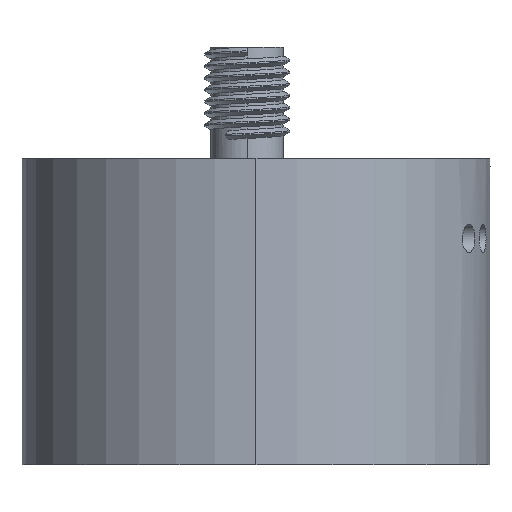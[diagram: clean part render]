
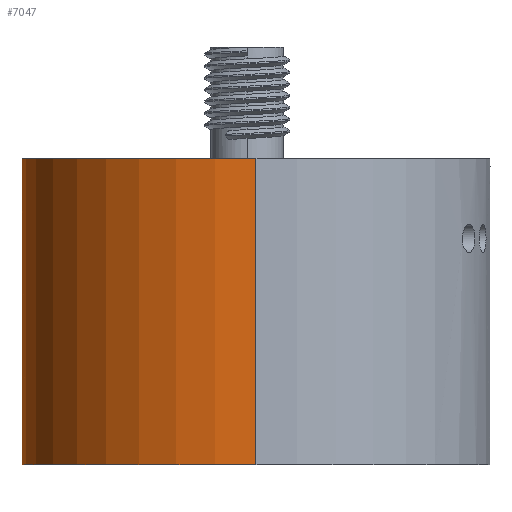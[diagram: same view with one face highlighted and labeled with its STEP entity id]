
A CAD part, left-side view. The second image highlights one B-rep face of the part: STEP entity #7047.
In plain terms, the highlighted cylindrical face has radius 42 mm (diameter 84 mm), a partial arc.
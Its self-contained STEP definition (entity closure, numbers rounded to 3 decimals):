
#3 = AXIS2_PLACEMENT_3D ( 'NONE', #5470, #3074, #2441 ) ;
#161 = CARTESIAN_POINT ( 'NONE',  ( 24.594, 62.178, 23.5 ) ) ;
#222 = DIRECTION ( 'NONE',  ( 0., 0., -1. ) ) ;
#276 = CARTESIAN_POINT ( 'NONE',  ( 23.751, 62.167, 22.763 ) ) ;
#282 = CARTESIAN_POINT ( 'NONE',  ( 24.725, 62.178, 23.5 ) ) ;
#318 = CARTESIAN_POINT ( 'NONE',  ( 24.463, 62.178, 23.474 ) ) ;
#325 = CARTESIAN_POINT ( 'NONE',  ( 25.524, 62.171, 21.885 ) ) ;
#383 = CIRCLE ( 'NONE', #3, 42. ) ;
#512 = ORIENTED_EDGE ( 'NONE', *, *, #3913, .T. ) ;
#541 = B_SPLINE_CURVE_WITH_KNOTS ( 'NONE', 3,
 ( #7618, #161, #318, #1517, #2757, #4514, #3912, #276, #804, #2636, #2599, #5150, #7461, #3275, #7581, #4474 ),
 .UNSPECIFIED., .F., .F.,
 ( 4, 2, 2, 2, 2, 2, 2, 4 ),
 ( 0.003, 0.004, 0.004, 0.004, 0.005, 0.005, 0.005, 0.006 ),
 .UNSPECIFIED. ) ;
#573 = VECTOR ( 'NONE', #7262, 1000. ) ;
#577 = CARTESIAN_POINT ( 'NONE',  ( 24.725, 62.178, 23.5 ) ) ;
#667 = EDGE_LOOP ( 'NONE', ( #732, #6149, #512, #4311 ) ) ;
#732 = ORIENTED_EDGE ( 'NONE', *, *, #2267, .F. ) ;
#804 = CARTESIAN_POINT ( 'NONE',  ( 23.725, 62.167, 22.633 ) ) ;
#875 = VERTEX_POINT ( 'NONE', #5201 ) ;
#955 = VERTEX_POINT ( 'NONE', #7824 ) ;
#1304 = VERTEX_POINT ( 'NONE', #4774 ) ;
#1336 = VECTOR ( 'NONE', #3873, 1000. ) ;
#1457 = VERTEX_POINT ( 'NONE', #577 ) ;
#1517 = CARTESIAN_POINT ( 'NONE',  ( 24.222, 62.176, 23.374 ) ) ;
#1529 = EDGE_LOOP ( 'NONE', ( #6860, #5531, #3737, #4722 ) ) ;
#1558 = LINE ( 'NONE', #2715, #3759 ) ;
#1645 = AXIS2_PLACEMENT_3D ( 'NONE', #6361, #222, #6207 ) ;
#1661 = CARTESIAN_POINT ( 'NONE',  ( 24.725, 20.178, 25. ) ) ;
#1800 = FACE_OUTER_BOUND ( 'NONE', #1529, .T. ) ;
#1898 = EDGE_LOOP ( 'NONE', ( #2193, #7384 ) ) ;
#1920 = DIRECTION ( 'NONE',  ( 1., 0., 0. ) ) ;
#1954 = CARTESIAN_POINT ( 'NONE',  ( -17.275, 20.178, -30. ) ) ;
#2128 = CARTESIAN_POINT ( 'NONE',  ( 66.361, 25.695, -30. ) ) ;
#2172 = CARTESIAN_POINT ( 'NONE',  ( 25.699, 62.167, 22.761 ) ) ;
#2193 = ORIENTED_EDGE ( 'NONE', *, *, #3484, .T. ) ;
#2213 = CARTESIAN_POINT ( 'NONE',  ( 25.229, 62.176, 23.374 ) ) ;
#2267 = EDGE_CURVE ( 'NONE', #875, #7178, #5082, .T. ) ;
#2316 = VERTEX_POINT ( 'NONE', #5095 ) ;
#2441 = DIRECTION ( 'NONE',  ( 1., 0., 0. ) ) ;
#2449 = EDGE_CURVE ( 'NONE', #2590, #1304, #4830, .T. ) ;
#2590 = VERTEX_POINT ( 'NONE', #3207 ) ;
#2599 = CARTESIAN_POINT ( 'NONE',  ( 23.751, 62.167, 22.239 ) ) ;
#2636 = CARTESIAN_POINT ( 'NONE',  ( 23.725, 62.167, 22.369 ) ) ;
#2674 = DIRECTION ( 'NONE',  ( 0., 0., -1. ) ) ;
#2715 = CARTESIAN_POINT ( 'NONE',  ( 61.078, 41.213, -30. ) ) ;
#2721 = CARTESIAN_POINT ( 'NONE',  ( 24.857, 62.178, 21.5 ) ) ;
#2732 = CIRCLE ( 'NONE', #7826, 42. ) ;
#2757 = CARTESIAN_POINT ( 'NONE',  ( 24.11, 62.174, 23.3 ) ) ;
#2762 = B_SPLINE_CURVE_WITH_KNOTS ( 'NONE', 3,
 ( #2804, #2721, #5793, #3323, #5874, #325, #4079, #7626, #2765, #6507, #2172, #5242, #7665, #5910, #2213, #4644, #5753, #282 ),
 .UNSPECIFIED., .F., .F.,
 ( 4, 2, 2, 2, 2, 2, 2, 2, 4 ),
 ( 0., 0., 0.001, 0.001, 0.002, 0.002, 0.002, 0.003, 0.003 ),
 .UNSPECIFIED. ) ;
#2765 = CARTESIAN_POINT ( 'NONE',  ( 25.725, 62.167, 22.369 ) ) ;
#2804 = CARTESIAN_POINT ( 'NONE',  ( 24.725, 62.178, 21.5 ) ) ;
#3073 = CARTESIAN_POINT ( 'NONE',  ( 24.725, 20.178, -30. ) ) ;
#3074 = DIRECTION ( 'NONE',  ( 0., 0., -1. ) ) ;
#3207 = CARTESIAN_POINT ( 'NONE',  ( 66.725, 20.178, 25. ) ) ;
#3275 = CARTESIAN_POINT ( 'NONE',  ( 24.202, 62.176, 21.609 ) ) ;
#3323 = CARTESIAN_POINT ( 'NONE',  ( 25.229, 62.176, 21.626 ) ) ;
#3411 = VERTEX_POINT ( 'NONE', #5714 ) ;
#3484 = EDGE_CURVE ( 'NONE', #955, #1457, #2762, .T. ) ;
#3737 = ORIENTED_EDGE ( 'NONE', *, *, #2449, .F. ) ;
#3759 = VECTOR ( 'NONE', #2674, 1000. ) ;
#3873 = DIRECTION ( 'NONE',  ( 0., 0., -1. ) ) ;
#3912 = CARTESIAN_POINT ( 'NONE',  ( 23.851, 62.169, 23.004 ) ) ;
#3913 = EDGE_CURVE ( 'NONE', #7097, #5451, #383, .T. ) ;
#4079 = CARTESIAN_POINT ( 'NONE',  ( 25.599, 62.169, 21.997 ) ) ;
#4272 = DIRECTION ( 'NONE',  ( 0., 0., 1. ) ) ;
#4311 = ORIENTED_EDGE ( 'NONE', *, *, #5374, .F. ) ;
#4397 = EDGE_CURVE ( 'NONE', #3411, #2590, #6017, .T. ) ;
#4474 = CARTESIAN_POINT ( 'NONE',  ( 24.725, 62.178, 21.5 ) ) ;
#4514 = CARTESIAN_POINT ( 'NONE',  ( 23.926, 62.171, 23.115 ) ) ;
#4622 = DIRECTION ( 'NONE',  ( 0., 0., 1. ) ) ;
#4644 = CARTESIAN_POINT ( 'NONE',  ( 24.986, 62.178, 23.474 ) ) ;
#4715 = VECTOR ( 'NONE', #4943, 1000. ) ;
#4722 = ORIENTED_EDGE ( 'NONE', *, *, #4397, .F. ) ;
#4758 = CARTESIAN_POINT ( 'NONE',  ( 66.361, 25.695, -3.057 ) ) ;
#4774 = CARTESIAN_POINT ( 'NONE',  ( -17.275, 20.178, 25. ) ) ;
#4830 = CIRCLE ( 'NONE', #6864, 42. ) ;
#4831 = DIRECTION ( 'NONE',  ( 0., 0., 1. ) ) ;
#4864 = CARTESIAN_POINT ( 'NONE',  ( 66.725, 20.178, -30. ) ) ;
#4943 = DIRECTION ( 'NONE',  ( 0., 0., 1. ) ) ;
#4984 = LINE ( 'NONE', #1954, #573 ) ;
#5082 = CIRCLE ( 'NONE', #1645, 42. ) ;
#5095 = CARTESIAN_POINT ( 'NONE',  ( -17.275, 20.178, -30. ) ) ;
#5150 = CARTESIAN_POINT ( 'NONE',  ( 23.851, 62.169, 21.997 ) ) ;
#5201 = CARTESIAN_POINT ( 'NONE',  ( 61.078, 41.213, 8.58 ) ) ;
#5242 = CARTESIAN_POINT ( 'NONE',  ( 25.599, 62.169, 23.003 ) ) ;
#5329 = EDGE_CURVE ( 'NONE', #875, #7097, #1558, .T. ) ;
#5371 = AXIS2_PLACEMENT_3D ( 'NONE', #3073, #4831, #1920 ) ;
#5374 = EDGE_CURVE ( 'NONE', #7178, #5451, #6260, .T. ) ;
#5378 = DIRECTION ( 'NONE',  ( 1., 0., 0. ) ) ;
#5391 = EDGE_CURVE ( 'NONE', #1457, #955, #541, .T. ) ;
#5433 = CYLINDRICAL_SURFACE ( 'NONE', #5371, 42. ) ;
#5451 = VERTEX_POINT ( 'NONE', #4758 ) ;
#5467 = CARTESIAN_POINT ( 'NONE',  ( 24.725, 20.178, -30. ) ) ;
#5470 = CARTESIAN_POINT ( 'NONE',  ( 24.725, 20.178, -3.057 ) ) ;
#5531 = ORIENTED_EDGE ( 'NONE', *, *, #5706, .T. ) ;
#5706 = EDGE_CURVE ( 'NONE', #2316, #1304, #4984, .T. ) ;
#5714 = CARTESIAN_POINT ( 'NONE',  ( 66.725, 20.178, -30. ) ) ;
#5726 = EDGE_CURVE ( 'NONE', #3411, #2316, #2732, .T. ) ;
#5753 = CARTESIAN_POINT ( 'NONE',  ( 24.855, 62.178, 23.5 ) ) ;
#5793 = CARTESIAN_POINT ( 'NONE',  ( 24.987, 62.178, 21.526 ) ) ;
#5874 = CARTESIAN_POINT ( 'NONE',  ( 25.34, 62.174, 21.701 ) ) ;
#5910 = CARTESIAN_POINT ( 'NONE',  ( 25.339, 62.174, 23.3 ) ) ;
#6017 = LINE ( 'NONE', #4864, #4715 ) ;
#6149 = ORIENTED_EDGE ( 'NONE', *, *, #5329, .T. ) ;
#6207 = DIRECTION ( 'NONE',  ( 1., 0., 0. ) ) ;
#6260 = LINE ( 'NONE', #2128, #1336 ) ;
#6361 = CARTESIAN_POINT ( 'NONE',  ( 24.725, 20.178, 8.58 ) ) ;
#6507 = CARTESIAN_POINT ( 'NONE',  ( 25.725, 62.167, 22.63 ) ) ;
#6661 = CARTESIAN_POINT ( 'NONE',  ( 61.078, 41.213, -3.057 ) ) ;
#6700 = FACE_BOUND ( 'NONE', #1898, .T. ) ;
#6860 = ORIENTED_EDGE ( 'NONE', *, *, #5726, .T. ) ;
#6864 = AXIS2_PLACEMENT_3D ( 'NONE', #1661, #4622, #5378 ) ;
#7047 = ADVANCED_FACE ( 'NONE', ( #7302, #6700, #1800 ), #5433, .T. ) ;
#7097 = VERTEX_POINT ( 'NONE', #6661 ) ;
#7178 = VERTEX_POINT ( 'NONE', #7733 ) ;
#7262 = DIRECTION ( 'NONE',  ( 0., 0., 1. ) ) ;
#7302 = FACE_BOUND ( 'NONE', #667, .T. ) ;
#7384 = ORIENTED_EDGE ( 'NONE', *, *, #5391, .T. ) ;
#7461 = CARTESIAN_POINT ( 'NONE',  ( 23.925, 62.171, 21.886 ) ) ;
#7581 = CARTESIAN_POINT ( 'NONE',  ( 24.461, 62.178, 21.5 ) ) ;
#7618 = CARTESIAN_POINT ( 'NONE',  ( 24.725, 62.178, 23.5 ) ) ;
#7626 = CARTESIAN_POINT ( 'NONE',  ( 25.699, 62.167, 22.238 ) ) ;
#7665 = CARTESIAN_POINT ( 'NONE',  ( 25.525, 62.171, 23.114 ) ) ;
#7733 = CARTESIAN_POINT ( 'NONE',  ( 66.361, 25.695, 8.58 ) ) ;
#7824 = CARTESIAN_POINT ( 'NONE',  ( 24.725, 62.178, 21.5 ) ) ;
#7826 = AXIS2_PLACEMENT_3D ( 'NONE', #5467, #4272, #7892 ) ;
#7892 = DIRECTION ( 'NONE',  ( 1., 0., 0. ) ) ;
